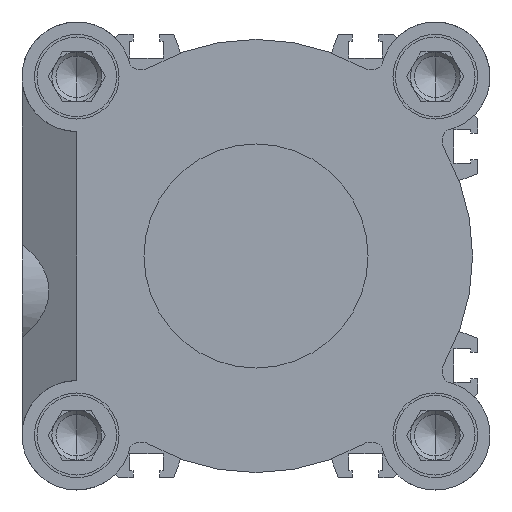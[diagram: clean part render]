
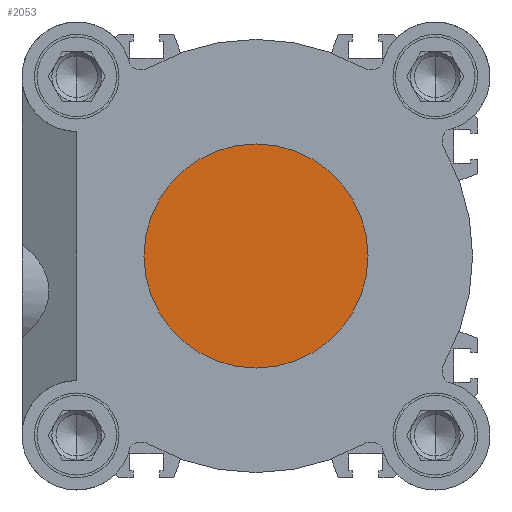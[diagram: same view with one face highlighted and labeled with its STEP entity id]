
A CAD part, left-side view. The second image highlights one B-rep face of the part: STEP entity #2053.
In plain terms, the highlighted face is planar.
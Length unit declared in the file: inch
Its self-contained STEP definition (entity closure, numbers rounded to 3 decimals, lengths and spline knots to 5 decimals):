
#118 = CARTESIAN_POINT ( 'NONE',  ( 1.65354, 0., 0. ) ) ;
#626 = DIRECTION ( 'NONE',  ( -1., 0., 0. ) ) ;
#1110 = DIRECTION ( 'NONE',  ( 0., 0., 1. ) ) ;
#2053 = ADVANCED_FACE ( 'NONE', ( #11716 ), #10534, .F. ) ;
#2330 = AXIS2_PLACEMENT_3D ( 'NONE', #6629, #626, #7594 ) ;
#2999 = EDGE_CURVE ( 'NONE', #8742, #12431, #6769, .T. ) ;
#3078 = EDGE_LOOP ( 'NONE', ( #5300, #5472 ) ) ;
#3416 = AXIS2_PLACEMENT_3D ( 'NONE', #118, #7096, #1110 ) ;
#4593 = CARTESIAN_POINT ( 'NONE',  ( 1.65354, 0., -0.88583 ) ) ;
#5300 = ORIENTED_EDGE ( 'NONE', *, *, #2999, .F. ) ;
#5472 = ORIENTED_EDGE ( 'NONE', *, *, #10154, .F. ) ;
#5575 = CIRCLE ( 'NONE', #3416, 0.88583 ) ;
#6034 = AXIS2_PLACEMENT_3D ( 'NONE', #11533, #12515, #6620 ) ;
#6620 = DIRECTION ( 'NONE',  ( 0., 0., 1. ) ) ;
#6629 = CARTESIAN_POINT ( 'NONE',  ( 1.65354, 0., 0. ) ) ;
#6769 = CIRCLE ( 'NONE', #2330, 0.88583 ) ;
#7096 = DIRECTION ( 'NONE',  ( -1., 0., 0. ) ) ;
#7594 = DIRECTION ( 'NONE',  ( 0., 0., 1. ) ) ;
#8742 = VERTEX_POINT ( 'NONE', #10909 ) ;
#10154 = EDGE_CURVE ( 'NONE', #12431, #8742, #5575, .T. ) ;
#10534 = PLANE ( 'NONE',  #6034 ) ;
#10909 = CARTESIAN_POINT ( 'NONE',  ( 1.65354, 0., 0.88583 ) ) ;
#11533 = CARTESIAN_POINT ( 'NONE',  ( 1.65354, 0.88583, 0. ) ) ;
#11716 = FACE_OUTER_BOUND ( 'NONE', #3078, .T. ) ;
#12431 = VERTEX_POINT ( 'NONE', #4593 ) ;
#12515 = DIRECTION ( 'NONE',  ( -1., 0., 0. ) ) ;
